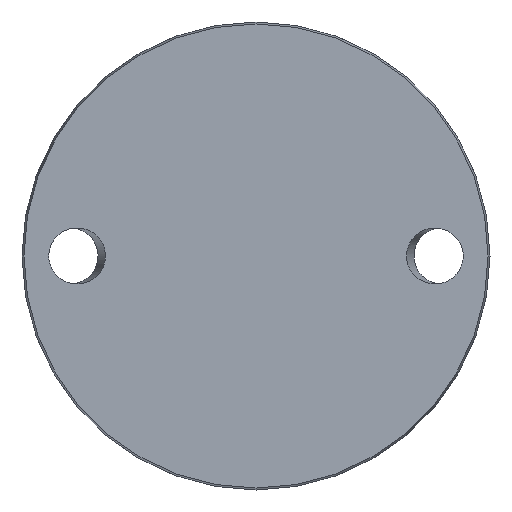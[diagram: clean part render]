
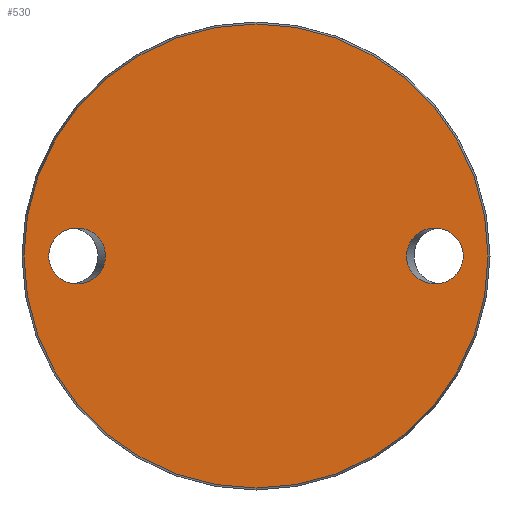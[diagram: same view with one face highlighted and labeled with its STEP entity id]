
A CAD part, front view. The second image highlights one B-rep face of the part: STEP entity #530.
In plain terms, the highlighted planar face has unit normal (0, -1, 0).
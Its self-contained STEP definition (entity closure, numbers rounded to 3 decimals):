
#38 = CARTESIAN_POINT ( 'NONE',  ( 44.385, 0., 0. ) ) ;
#42 = ORIENTED_EDGE ( 'NONE', *, *, #238, .T. ) ;
#94 = DIRECTION ( 'NONE',  ( 0., 0., 1. ) ) ;
#108 = DIRECTION ( 'NONE',  ( 0., 0., -1. ) ) ;
#129 = EDGE_LOOP ( 'NONE', ( #42 ) ) ;
#150 = EDGE_LOOP ( 'NONE', ( #228 ) ) ;
#170 = DIRECTION ( 'NONE',  ( 0., 1., 0. ) ) ;
#175 = PLANE ( 'NONE',  #283 ) ;
#179 = CARTESIAN_POINT ( 'NONE',  ( 0., 0., 0. ) ) ;
#191 = FACE_BOUND ( 'NONE', #129, .T. ) ;
#205 = CARTESIAN_POINT ( 'NONE',  ( -44.385, 0., 16.5 ) ) ;
#228 = ORIENTED_EDGE ( 'NONE', *, *, #500, .F. ) ;
#236 = ORIENTED_EDGE ( 'NONE', *, *, #996, .T. ) ;
#238 = EDGE_CURVE ( 'NONE', #360, #360, #431, .T. ) ;
#269 = CARTESIAN_POINT ( 'NONE',  ( 44.385, 0., -16.5 ) ) ;
#276 = CARTESIAN_POINT ( 'NONE',  ( 61.115, 0., 16.5 ) ) ;
#278 = DIRECTION ( 'NONE',  ( 0., -1., 0. ) ) ;
#283 = AXIS2_PLACEMENT_3D ( 'NONE', #792, #170, #94 ) ;
#356 = AXIS2_PLACEMENT_3D ( 'NONE', #179, #278, #108 ) ;
#360 = VERTEX_POINT ( 'NONE', #657 ) ;
#431 =( BOUNDED_CURVE ( )  B_SPLINE_CURVE ( 3, ( #907, #983, #205, #602, #533, #667, #447 ),
 .UNSPECIFIED., .T., .F. ) 
 B_SPLINE_CURVE_WITH_KNOTS ( ( 4, 3, 4 ),
 ( 0., 3.142, 6.283 ),
 .UNSPECIFIED. ) 
 CURVE ( )  GEOMETRIC_REPRESENTATION_ITEM ( )  RATIONAL_B_SPLINE_CURVE ( ( 1., 0.333, 0.333, 1., 0.333, 0.333, 1. ) ) 
 REPRESENTATION_ITEM ( '' )  );
#447 = CARTESIAN_POINT ( 'NONE',  ( -61.115, 0., 0. ) ) ;
#500 = EDGE_CURVE ( 'NONE', #663, #663, #536, .T. ) ;
#530 = ADVANCED_FACE ( 'NONE', ( #191, #722, #561 ), #175, .F. ) ;
#533 = CARTESIAN_POINT ( 'NONE',  ( -44.385, 0., -16.5 ) ) ;
#536 =( BOUNDED_CURVE ( )  B_SPLINE_CURVE ( 3, ( #38, #269, #963, #729, #276, #580, #711 ),
 .UNSPECIFIED., .T., .F. ) 
 B_SPLINE_CURVE_WITH_KNOTS ( ( 4, 3, 4 ),
 ( 0., 3.142, 6.283 ),
 .UNSPECIFIED. ) 
 CURVE ( )  GEOMETRIC_REPRESENTATION_ITEM ( )  RATIONAL_B_SPLINE_CURVE ( ( 1., 0.333, 0.333, 1., 0.333, 0.333, 1. ) ) 
 REPRESENTATION_ITEM ( '' )  );
#561 = FACE_OUTER_BOUND ( 'NONE', #817, .T. ) ;
#578 = VERTEX_POINT ( 'NONE', #719 ) ;
#580 = CARTESIAN_POINT ( 'NONE',  ( 44.385, 0., 16.5 ) ) ;
#602 = CARTESIAN_POINT ( 'NONE',  ( -44.385, 0., 0. ) ) ;
#657 = CARTESIAN_POINT ( 'NONE',  ( -61.115, 0., 0. ) ) ;
#663 = VERTEX_POINT ( 'NONE', #811 ) ;
#667 = CARTESIAN_POINT ( 'NONE',  ( -61.115, 0., -16.5 ) ) ;
#711 = CARTESIAN_POINT ( 'NONE',  ( 44.385, 0., 0. ) ) ;
#719 = CARTESIAN_POINT ( 'NONE',  ( 0., 0., -68.425 ) ) ;
#722 = FACE_BOUND ( 'NONE', #150, .T. ) ;
#729 = CARTESIAN_POINT ( 'NONE',  ( 61.115, 0., 0. ) ) ;
#792 = CARTESIAN_POINT ( 'NONE',  ( -68.425, 0., 0. ) ) ;
#811 = CARTESIAN_POINT ( 'NONE',  ( 44.385, 0., 0. ) ) ;
#817 = EDGE_LOOP ( 'NONE', ( #236 ) ) ;
#907 = CARTESIAN_POINT ( 'NONE',  ( -61.115, 0., 0. ) ) ;
#963 = CARTESIAN_POINT ( 'NONE',  ( 61.115, 0., -16.5 ) ) ;
#978 = CIRCLE ( 'NONE', #356, 68.425 ) ;
#983 = CARTESIAN_POINT ( 'NONE',  ( -61.115, 0., 16.5 ) ) ;
#996 = EDGE_CURVE ( 'NONE', #578, #578, #978, .T. ) ;
